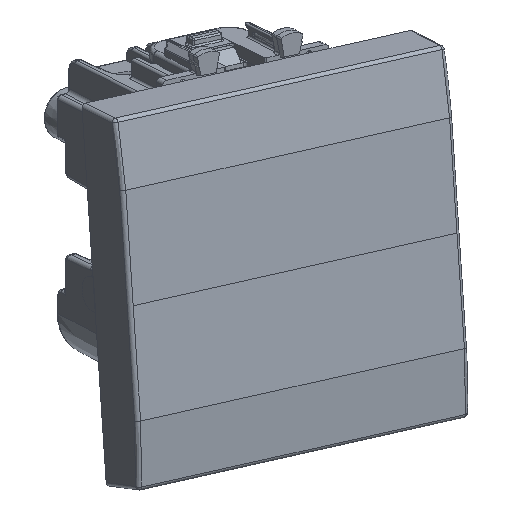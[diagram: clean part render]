
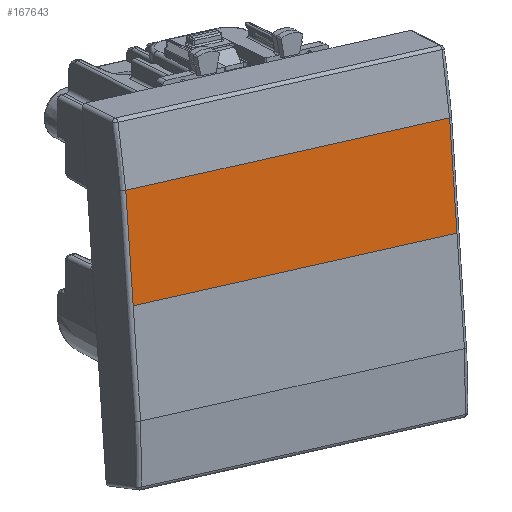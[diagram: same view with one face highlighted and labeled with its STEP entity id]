
A CAD part, top view. The second image highlights one B-rep face of the part: STEP entity #167643.
In plain terms, the highlighted face is planar.
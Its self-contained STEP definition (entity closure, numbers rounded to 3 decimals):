
#155477=CARTESIAN_POINT('Vertex',(21.817,13.441,15.5)) ;
#155480=CARTESIAN_POINT('Line Origine',(21.817,0.,15.5)) ;
#155484=CARTESIAN_POINT('Vertex',(21.817,0.,15.5)) ;
#155694=CARTESIAN_POINT('Vertex',(-21.817,13.441,15.5)) ;
#155701=CARTESIAN_POINT('Vertex',(-21.817,0.,15.5)) ;
#155704=CARTESIAN_POINT('Line Origine',(-21.817,0.,15.5)) ;
#167622=CARTESIAN_POINT('Axis2P3D Location',(0.,0.,15.5)) ;
#167627=CARTESIAN_POINT('Line Origine',(0.,13.441,15.5)) ;
#167632=CARTESIAN_POINT('Line Origine',(0.,0.,15.5)) ;
#155481=DIRECTION('Vector Direction',(0.,-1.,0.)) ;
#155705=DIRECTION('Vector Direction',(0.,-1.,0.)) ;
#167623=DIRECTION('Axis2P3D Direction',(0.,0.,-1.)) ;
#167624=DIRECTION('Axis2P3D XDirection',(0.,-1.,0.)) ;
#167628=DIRECTION('Vector Direction',(-1.,0.,0.)) ;
#167633=DIRECTION('Vector Direction',(-1.,0.,0.)) ;
#167625=AXIS2_PLACEMENT_3D('Plane Axis2P3D',#167622,#167623,#167624) ;
#167638=ORIENTED_EDGE('',*,*,#167631,.T.) ;
#167639=ORIENTED_EDGE('',*,*,#155708,.T.) ;
#167640=ORIENTED_EDGE('',*,*,#167636,.F.) ;
#167641=ORIENTED_EDGE('',*,*,#155486,.T.) ;
#155482=VECTOR('Line Direction',#155481,1.) ;
#155706=VECTOR('Line Direction',#155705,1.) ;
#167629=VECTOR('Line Direction',#167628,1.) ;
#167634=VECTOR('Line Direction',#167633,1.) ;
#167643=ADVANCED_FACE('PartBody',(#167642),#167626,.F.) ;
#155486=EDGE_CURVE('',#155485,#155478,#155483,.F.) ;
#155708=EDGE_CURVE('',#155695,#155702,#155707,.T.) ;
#167631=EDGE_CURVE('',#155478,#155695,#167630,.T.) ;
#167636=EDGE_CURVE('',#155485,#155702,#167635,.T.) ;
#167637=EDGE_LOOP('',(#167638,#167639,#167640,#167641)) ;
#167642=FACE_OUTER_BOUND('',#167637,.T.) ;
#155483=LINE('Line',#155480,#155482) ;
#155707=LINE('Line',#155704,#155706) ;
#167630=LINE('Line',#167627,#167629) ;
#167635=LINE('Line',#167632,#167634) ;
#167626=PLANE('',#167625) ;
#155478=VERTEX_POINT('',#155477) ;
#155485=VERTEX_POINT('',#155484) ;
#155695=VERTEX_POINT('',#155694) ;
#155702=VERTEX_POINT('',#155701) ;
